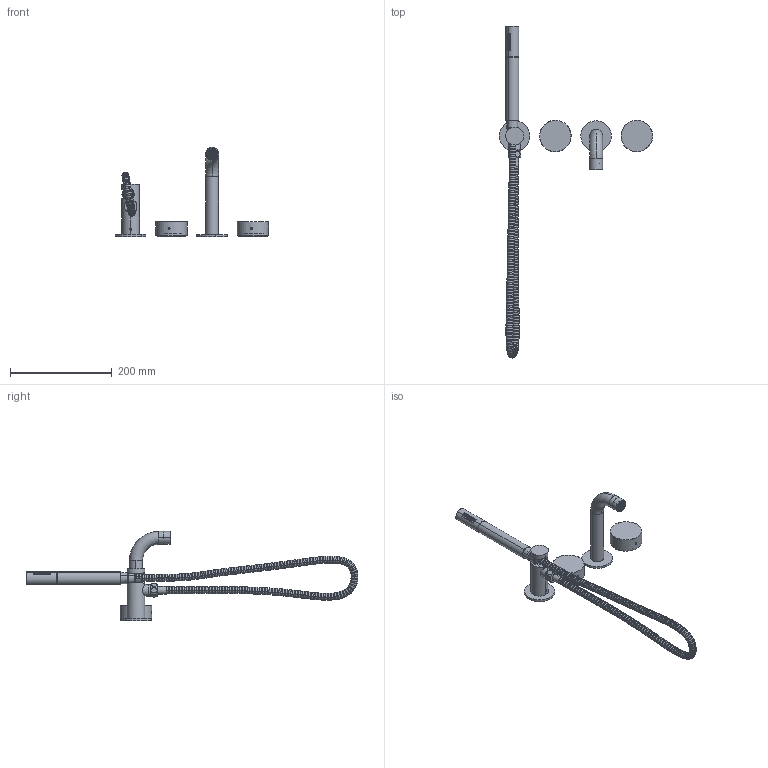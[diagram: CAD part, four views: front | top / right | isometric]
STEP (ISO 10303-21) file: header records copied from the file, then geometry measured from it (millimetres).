
FILE_DESCRIPTION (( 'STEP AP214' ), '1' );
FILE_NAME ('MPPBMSHS150RH_SHELL.STEP', '2018-03-12T23:02:42', ( 'khoa' ), ( '' ), 'SwSTEP 2.0', 'SolidWorks 2016', '' );
FILE_SCHEMA (( 'AUTOMOTIVE_DESIGN' ));
Length unit declared in the file: millimetre
Products named in the file (2): MPPBMSHS150RH_SHELL
Bounding box: 300.78 x 652.53 x 175.2 mm (x, y, z)
Volume: 423726.9 mm3; surface area: 220853.8 mm2
Topology: 147 solids, 147 shells, 2318 faces, 5279 edges, 3498 vertices
Faces by surface type: plane 1454, cylinder 787, cone 61, torus 14, bspline 2
Entity records: 95405 total; most frequent: CARTESIAN_POINT 14335, DIRECTION 11270, ORIENTED_EDGE 10554, EDGE_CURVE 5277, AXIS2_PLACEMENT_3D 3853, LINE 3564, VECTOR 3564, VERTEX_POINT 3498
